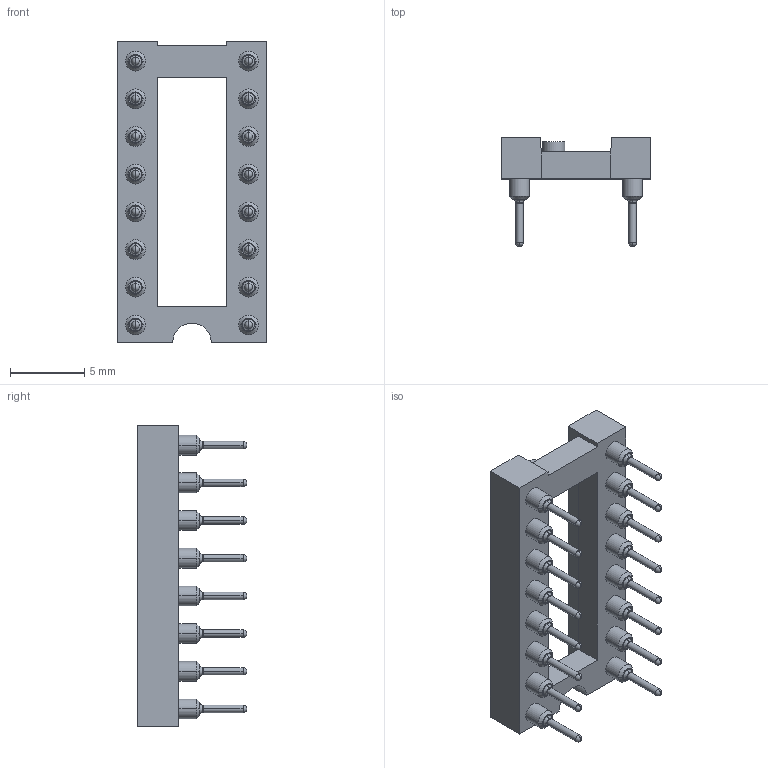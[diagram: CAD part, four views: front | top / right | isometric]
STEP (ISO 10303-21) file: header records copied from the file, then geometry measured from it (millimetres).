
FILE_DESCRIPTION(('STEP AP214'),'1');
FILE_NAME(' ',' ',('TraceParts'),('TraceParts S.A.'),'XStep 1.0',' ',' ');
FILE_SCHEMA(('automotive_design'));
Length unit declared in the file: millimetre
Products named in the file (1): 1
Bounding box: 10.1 x 7.37 x 20.3 mm (x, y, z)
Volume: 336.2 mm3; surface area: 987.8 mm2
Topology: 1 solids, 1 shells, 651 faces, 1458 edges, 826 vertices
Faces by surface type: cone 320, cylinder 165, torus 96, plane 70
Entity records: 33974 total; most frequent: DIRECTION 3556, CARTESIAN_POINT 2872, STYLED_ITEM 2871, PRESENTATION_STYLE_ASSIGNMENT 2871, COLOUR_RGB 2871, ORIENTED_EDGE 2788, AXIS2_PLACEMENT_3D 1510, EDGE_CURVE 1394
